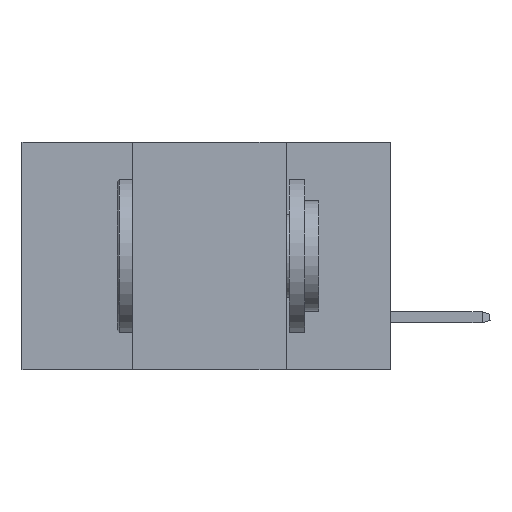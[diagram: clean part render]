
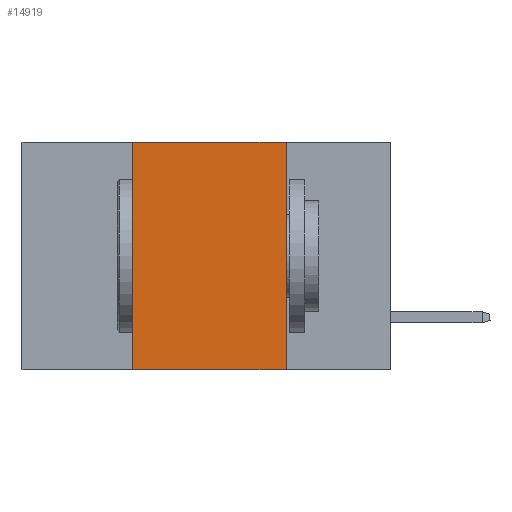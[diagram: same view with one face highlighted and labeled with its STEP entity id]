
A CAD part, left-side view. The second image highlights one B-rep face of the part: STEP entity #14919.
In plain terms, the highlighted planar face has unit normal (-1, 0, 0).
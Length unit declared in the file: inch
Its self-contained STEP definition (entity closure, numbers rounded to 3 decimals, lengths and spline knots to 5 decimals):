
#314 = CARTESIAN_POINT ( 'NONE',  ( 0., 0.42, 0. ) ) ;
#1257 = LINE ( 'NONE', #314, #13018 ) ;
#1672 = EDGE_CURVE ( 'NONE', #8391, #1705, #12816, .T. ) ;
#1705 = VERTEX_POINT ( 'NONE', #13494 ) ;
#1823 = CARTESIAN_POINT ( 'NONE',  ( 0., 0.42, 0. ) ) ;
#2089 = AXIS2_PLACEMENT_3D ( 'NONE', #12019, #10897, #8126 ) ;
#2349 = DIRECTION ( 'NONE',  ( 0., -1., 0. ) ) ;
#2595 = CARTESIAN_POINT ( 'NONE',  ( 0., 0.6, 0. ) ) ;
#2684 = CARTESIAN_POINT ( 'NONE',  ( 0., 0.17, 0. ) ) ;
#2953 = EDGE_CURVE ( 'NONE', #14788, #8391, #8324, .T. ) ;
#3017 = ORIENTED_EDGE ( 'NONE', *, *, #1672, .F. ) ;
#6184 = DIRECTION ( 'NONE',  ( 0., 0., 1. ) ) ;
#6370 = VERTEX_POINT ( 'NONE', #9055 ) ;
#7225 = VECTOR ( 'NONE', #8474, 39.37008 ) ;
#7470 = LINE ( 'NONE', #10655, #11740 ) ;
#8126 = DIRECTION ( 'NONE',  ( 0., 0., -1. ) ) ;
#8324 = LINE ( 'NONE', #2595, #7225 ) ;
#8391 = VERTEX_POINT ( 'NONE', #10421 ) ;
#8474 = DIRECTION ( 'NONE',  ( 0., -1., 0. ) ) ;
#8800 = EDGE_LOOP ( 'NONE', ( #3017, #12160, #12017, #14363 ) ) ;
#9055 = CARTESIAN_POINT ( 'NONE',  ( 0., 0.42, -0.37 ) ) ;
#9536 = DIRECTION ( 'NONE',  ( 0., 0., -1. ) ) ;
#10080 = EDGE_CURVE ( 'NONE', #6370, #1705, #7470, .T. ) ;
#10421 = CARTESIAN_POINT ( 'NONE',  ( 0., 0.17, 0. ) ) ;
#10655 = CARTESIAN_POINT ( 'NONE',  ( 0., 0.6, -0.37 ) ) ;
#10897 = DIRECTION ( 'NONE',  ( 1., 0., 0. ) ) ;
#11309 = FACE_OUTER_BOUND ( 'NONE', #8800, .T. ) ;
#11740 = VECTOR ( 'NONE', #2349, 39.37008 ) ;
#11772 = PLANE ( 'NONE',  #2089 ) ;
#12017 = ORIENTED_EDGE ( 'NONE', *, *, #12832, .F. ) ;
#12019 = CARTESIAN_POINT ( 'NONE',  ( 0., 0.6, 0. ) ) ;
#12160 = ORIENTED_EDGE ( 'NONE', *, *, #2953, .F. ) ;
#12422 = VECTOR ( 'NONE', #9536, 39.37008 ) ;
#12816 = LINE ( 'NONE', #2684, #12422 ) ;
#12832 = EDGE_CURVE ( 'NONE', #6370, #14788, #1257, .T. ) ;
#13018 = VECTOR ( 'NONE', #6184, 39.37008 ) ;
#13494 = CARTESIAN_POINT ( 'NONE',  ( 0., 0.17, -0.37 ) ) ;
#14363 = ORIENTED_EDGE ( 'NONE', *, *, #10080, .T. ) ;
#14788 = VERTEX_POINT ( 'NONE', #1823 ) ;
#14919 = ADVANCED_FACE ( 'NONE', ( #11309 ), #11772, .F. ) ;
